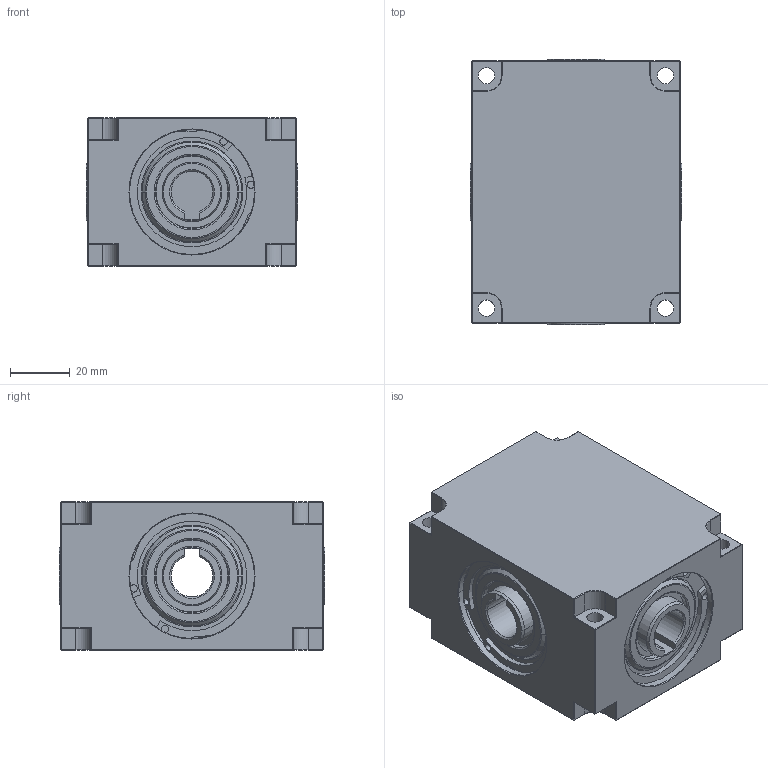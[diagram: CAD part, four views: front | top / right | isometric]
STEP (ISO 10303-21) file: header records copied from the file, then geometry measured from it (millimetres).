
FILE_DESCRIPTION(('STEP AP214'),'1');
FILE_NAME('_71.stp','2017-07-07T21:13:58',('TraceParts'),('TraceParts S.A.'),'Spatial InterOp 3D',' ',' ');
FILE_SCHEMA(('automotive_design'));
Length unit declared in the file: millimetre
Products named in the file (1): dz_505_–_71
Bounding box: 71 x 89 x 50 mm (x, y, z)
Volume: 264892.3 mm3; surface area: 40790.7 mm2
Topology: 1 solids, 1 shells, 358 faces, 858 edges, 520 vertices
Faces by surface type: plane 164, bspline 71, cylinder 63, cone 52, torus 8
Entity records: 15214 total; most frequent: CARTESIAN_POINT 2890, DIRECTION 1788, ORIENTED_EDGE 1716, EDGE_CURVE 858, AXIS2_PLACEMENT_3D 682, PRESENTATION_STYLE_ASSIGNMENT 651, COLOUR_RGB 651, VERTEX_POINT 520
